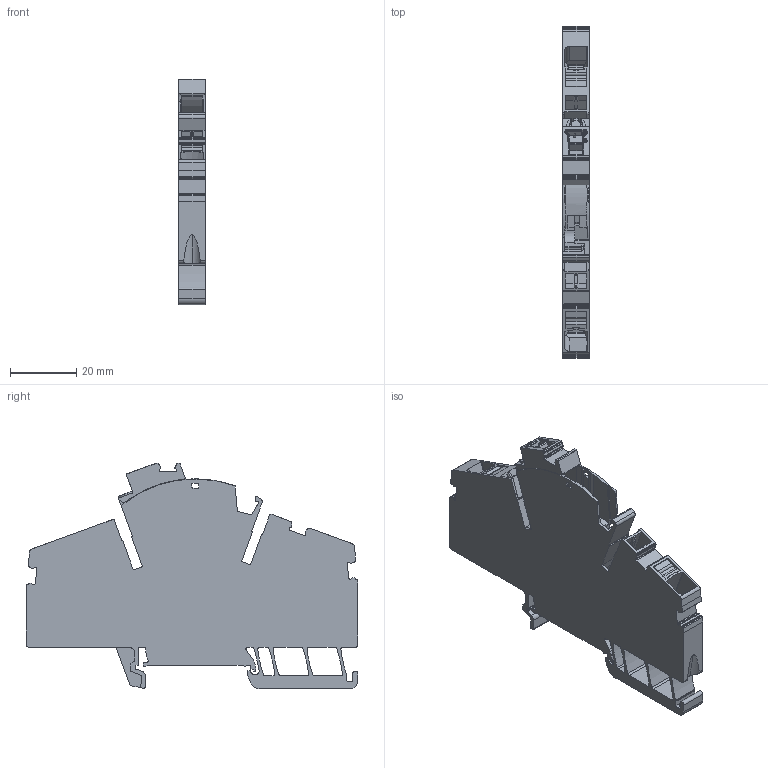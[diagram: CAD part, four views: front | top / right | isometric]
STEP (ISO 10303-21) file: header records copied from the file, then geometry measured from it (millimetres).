
FILE_DESCRIPTION(('CATIA V5 STEP Exchange','CAx-IF Rec.Pracs.--- Model Styling and Organization---1.4--- 2014-01-23'),'2;1');
FILE_NAME ('1235782-8_2', '2021-02-05T06:00:16+00:00', ('none'), ('Weidmueller'), 'CATIA Version 5-6 Release 2016 SP3 HF44', 'CATIA V5 STEP AP214', 'none');
FILE_SCHEMA(('AUTOMOTIVE_DESIGN { 1 0 10303 214 1 1 1 1 }'));
Length unit declared in the file: millimetre
Products named in the file (1): 2740020000
Bounding box: 8.1 x 100 x 67.95 mm (x, y, z)
Volume: 29703.7 mm3; surface area: 18583.5 mm2
Topology: 5 solids, 5 shells, 1046 faces, 2990 edges, 1957 vertices
Faces by surface type: plane 508, cylinder 460, torus 31, cone 27, bspline 13, sphere 6, extrusion 1
Entity records: 35229 total; most frequent: CARTESIAN_POINT 8677, ORIENTED_EDGE 5968, DIRECTION 4538, EDGE_CURVE 2984, VERTEX_POINT 1957, VECTOR 1891, LINE 1890, AXIS2_PLACEMENT_3D 1725
